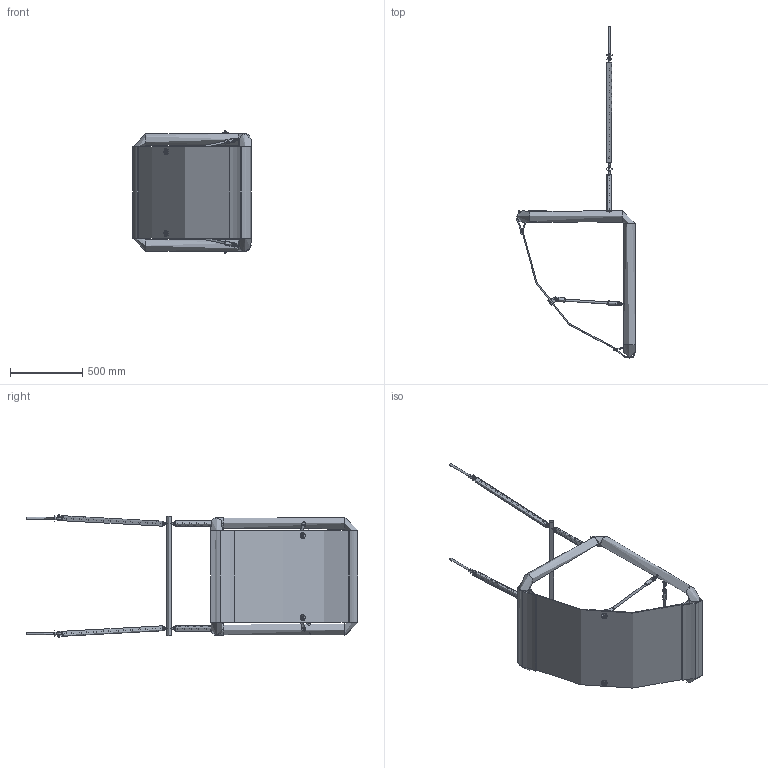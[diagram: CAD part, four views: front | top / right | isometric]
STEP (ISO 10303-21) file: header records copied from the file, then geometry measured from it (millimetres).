
FILE_DESCRIPTION (( 'STEP AP214' ), '1' );
FILE_NAME ('4596 Schaukel-Element.STEP', '2018-06-22T05:39:38', ( '' ), ( '' ), 'SwSTEP 2.0', 'SolidWorks 2016', '' );
FILE_SCHEMA (( 'AUTOMOTIVE_DESIGN' ));
Length unit declared in the file: millimetre
Products named in the file (154): Lager03; 8er Kettenglied; Kettenadapter ohne Kette; 6er Kettenglied; Karabiner_Standard<Wie bearbeitet>; 500_Standard<Wie bearbeitet>; 500; 461 - Kettenadapter mit 3 Glieder 6er KetteNEU; Schlauch-oben; 6er Gabelkopf; Teil6; 322,48_Standard<Wie bearbeitet>; Schaukel-Element 4695 ; Gelenkadapter 2; 55-4607 - Schäkel gerade M8 V2A_; 4596 Schaukel-Element; Sicherung (8) von Kettenadapter ohne Kette; Gelenkadapter 1; Stopmutter M8; Aufhängung-Kette; 8er Gabelkopf; Innensechskantschraube-M8x25; Gewindestange-M8x50; 322,48; 6er Kettenglied_Standard<Wie bearbeitet>; Stopmutter M8_94645A210; Innensechskantschraube-M8x25_91290A432; Alu-Rohr; 8er Kettenglied_Standard<Wie bearbeitet>; Schaukel-Element 4695 _Standard<Wie bearbeitet>; Karabiner
Assembly tree (130 placements, depth 3):
  Lager03
  8er Kettenglied
  8er Kettenglied
  8er Kettenglied
  6er Kettenglied
Bounding box: 821.34 x 2299.94 x 847.5 mm (x, y, z)
Volume: 37637863.4 mm3; surface area: 6002547.1 mm2
Topology: 194 solids, 194 shells, 2510 faces, 5662 edges, 3374 vertices
Faces by surface type: cylinder 952, plane 646, torus 518, cone 254, bspline 98, sphere 42
Full cylindrical faces by diameter (mm): 3 x2, 4 x16, 4.771 x1, 5 x5, 6 x58, 6.36 x8, 6.832 x6, 6.964 x24, 8 x452, 8.5 x4, 8.583 x6, 9 x1, 10 x9, 10.2 x4, 11.6 x4, 11.8 x4, 12 x4, 13 x4, 14 x4, 14.5 x4, 16 x7, 17.4 x4, 22 x4, 25.4 x8, 27.33 x6, 28.015 x2, 28.6 x4, 30 x6, 33.7 x2, 33.73 x6
Entity records: 33468 total; most frequent: CARTESIAN_POINT 13787, DIRECTION 3483, ORIENTED_EDGE 2608, AXIS2_PLACEMENT_3D 1548, EDGE_CURVE 1304, EDGE_LOOP 1123, FACE_OUTER_BOUND 950, VERTEX_POINT 917
